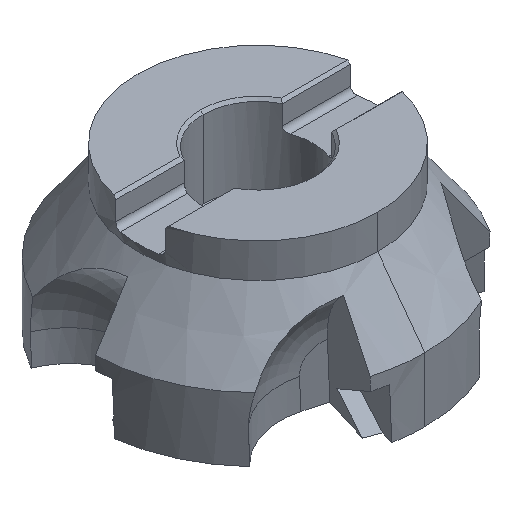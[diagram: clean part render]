
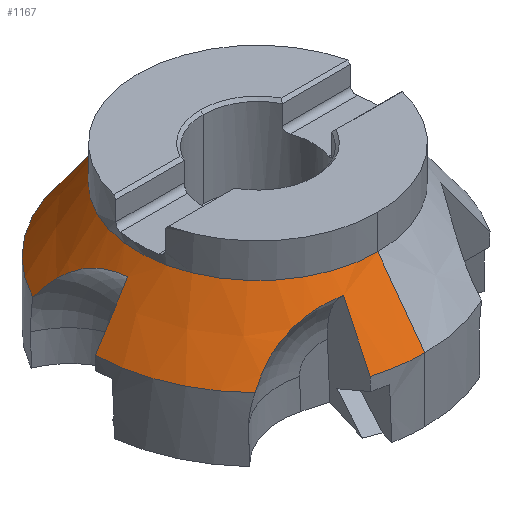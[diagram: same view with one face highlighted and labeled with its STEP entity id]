
A CAD part, isometric view. The second image highlights one B-rep face of the part: STEP entity #1167.
In plain terms, the highlighted conical face has half-angle 36.246 degrees and reference radius 41.845 mm.
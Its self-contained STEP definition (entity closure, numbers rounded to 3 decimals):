
#571=VERTEX_POINT('',#1681);
#809=EDGE_CURVE('',#1537,#1375,#1940,.T.);
#811=VERTEX_POINT('',#1942);
#821=VERTEX_POINT('',#1954);
#849=EDGE_CURVE('',#1463,#821,#1983,.T.);
#853=EDGE_CURVE('',#1235,#821,#1987,.T.);
#863=VERTEX_POINT('',#1998);
#907=EDGE_CURVE('',#811,#1299,#2047,.T.);
#1021=EDGE_CURVE('',#1269,#1399,#2172,.T.);
#1115=VERTEX_POINT('',#2268);
#1153=EDGE_CURVE('',#1115,#863,#2314,.T.);
#1157=EDGE_CURVE('',#571,#1115,#2319,.T.);
#1161=VERTEX_POINT('',#2323);
#1167=ADVANCED_FACE('',(#2330),#2331,.T.);
#1191=EDGE_CURVE('',#863,#1375,#2355,.T.);
#1233=EDGE_CURVE('',#1161,#1299,#2402,.T.);
#1235=VERTEX_POINT('',#2404);
#1251=EDGE_CURVE('',#1235,#1161,#2422,.T.);
#1269=VERTEX_POINT('',#2440);
#1287=EDGE_CURVE('',#1537,#1463,#2459,.T.);
#1299=VERTEX_POINT('',#2472);
#1307=EDGE_CURVE('',#811,#1611,#2480,.T.);
#1375=VERTEX_POINT('',#2557);
#1391=EDGE_CURVE('',#1399,#571,#2576,.T.);
#1399=VERTEX_POINT('',#2584);
#1463=VERTEX_POINT('',#2656);
#1537=VERTEX_POINT('',#2736);
#1597=EDGE_CURVE('',#1611,#1269,#2800,.T.);
#1611=VERTEX_POINT('',#2816);
#1681=CARTESIAN_POINT('',(0.0,35.0,-10.0));
#1940=CIRCLE('',#3488,48.69);
#1942=CARTESIAN_POINT('',(0.,-48.69,-28.674));
#1954=CARTESIAN_POINT('',(-48.675,-1.189,-28.674));
#1983=(B_SPLINE_CURVE(2,(#3621,#3622,#3623),.UNSPECIFIED.,.F.,.F.)B_SPLINE_CURVE_WITH_KNOTS((3,3),(0.0,22.969),.UNSPECIFIED.)RATIONAL_B_SPLINE_CURVE((1.0,1.013,1.0))BOUNDED_CURVE()REPRESENTATION_ITEM('')GEOMETRIC_REPRESENTATION_ITEM()CURVE());
#1987=CIRCLE('',#3634,48.69);
#1998=CARTESIAN_POINT('',(-12.151,36.325,-14.505));
#2047=CIRCLE('',#3780,48.69);
#2172=ELLIPSE('',#4019,43.314,36.223);
#2268=CARTESIAN_POINT('',(0.,41.352,-18.664));
#2314=B_SPLINE_CURVE_WITH_KNOTS('',3,(#4341,#4342,#4343,#4344,#4345,#4346,#4347,#4348,#4349,#4350,#4351,#4352,#4353,#4354),.UNSPECIFIED.,.F.,.F.,(4,2,2,2,2,2,4),(0.0,5.525,15.284,20.522,27.711,32.007,36.311),.UNSPECIFIED.);
#2319=LINE('',#4360,#4361);
#2323=CARTESIAN_POINT('',(-11.521,-36.529,-14.505));
#2330=FACE_OUTER_BOUND('',#4378,.T.);
#2331=CONICAL_SURFACE('',#4379,41.845,0.633);
#2355=(B_SPLINE_CURVE(2,(#4418,#4419,#4420),.UNSPECIFIED.,.F.,.F.)B_SPLINE_CURVE_WITH_KNOTS((3,3),(0.0,22.97),.UNSPECIFIED.)RATIONAL_B_SPLINE_CURVE((1.0,1.013,1.0))BOUNDED_CURVE()REPRESENTATION_ITEM('')GEOMETRIC_REPRESENTATION_ITEM()CURVE());
#2402=(B_SPLINE_CURVE(2,(#4489,#4490,#4491),.UNSPECIFIED.,.F.,.F.)B_SPLINE_CURVE_WITH_KNOTS((3,3),(0.0,22.97),.UNSPECIFIED.)RATIONAL_B_SPLINE_CURVE((1.0,1.013,1.0))BOUNDED_CURVE()REPRESENTATION_ITEM('')GEOMETRIC_REPRESENTATION_ITEM()CURVE());
#2404=CARTESIAN_POINT('',(-34.808,-34.046,-28.674));
#2422=B_SPLINE_CURVE_WITH_KNOTS('',3,(#4546,#4547,#4548,#4549,#4550,#4551,#4552,#4553,#4554,#4555,#4556,#4557),.UNSPECIFIED.,.F.,.F.,(4,2,2,2,2,4),(0.0,5.876,16.397,25.025,29.306,33.589),.UNSPECIFIED.);
#2440=CARTESIAN_POINT('',(-3.392,34.835,-10.0));
#2459=B_SPLINE_CURVE_WITH_KNOTS('',3,(#4677,#4678,#4679,#4680,#4681,#4682,#4683,#4684,#4685,#4686),.UNSPECIFIED.,.F.,.F.,(4,2,2,2,4),(0.0,6.057,16.531,22.866,29.168),.UNSPECIFIED.);
#2472=CARTESIAN_POINT('',(-13.911,-46.66,-28.674));
#2480=LINE('',#4723,#4724);
#2557=CARTESIAN_POINT('',(-16.172,45.926,-28.674));
#2576=(B_SPLINE_CURVE(2,(#4979,#4980,#4981,#4982,#4983),.UNSPECIFIED.,.F.,.F.)B_SPLINE_CURVE_WITH_KNOTS((3,2,3),(0.0,14.082,28.165),.UNSPECIFIED.)RATIONAL_B_SPLINE_CURVE((1.0,1.018,1.0,1.018,1.0))BOUNDED_CURVE()REPRESENTATION_ITEM('')GEOMETRIC_REPRESENTATION_ITEM()CURVE());
#2584=CARTESIAN_POINT('',(-4.032,35.0,-10.316));
#2656=CARTESIAN_POINT('',(-38.301,-0.331,-14.505));
#2736=CARTESIAN_POINT('',(-43.136,22.583,-28.674));
#2800=CIRCLE('',#5391,35.0);
#2816=CARTESIAN_POINT('',(0.,-35.0,-10.0));
#3488=AXIS2_PLACEMENT_3D('',#5851,#5852,#5853);
#3621=CARTESIAN_POINT('',(-35.121,-0.069,-10.165));
#3622=CARTESIAN_POINT('',(-40.804,-0.538,-17.919));
#3623=CARTESIAN_POINT('',(-48.675,-1.189,-28.674));
#3634=AXIS2_PLACEMENT_3D('',#5880,#5881,#5882);
#3780=AXIS2_PLACEMENT_3D('',#5942,#5943,#5944);
#4019=AXIS2_PLACEMENT_3D('',#6084,#6085,#6086);
#4341=CARTESIAN_POINT('',(8.148,48.004,-28.675));
#4342=CARTESIAN_POINT('',(7.562,47.028,-27.228));
#4343=CARTESIAN_POINT('',(6.79,46.11,-25.823));
#4344=CARTESIAN_POINT('',(4.206,43.721,-22.14));
#4345=CARTESIAN_POINT('',(2.061,42.38,-20.034));
#4346=CARTESIAN_POINT('',(-1.772,40.463,-17.474));
#4347=CARTESIAN_POINT('',(-3.207,39.821,-16.71));
#4348=CARTESIAN_POINT('',(-6.787,38.327,-15.27));
#4349=CARTESIAN_POINT('',(-8.972,37.492,-14.742));
#4350=CARTESIAN_POINT('',(-12.554,36.174,-14.452));
#4351=CARTESIAN_POINT('',(-13.9,35.691,-14.469));
#4352=CARTESIAN_POINT('',(-16.593,34.75,-14.75));
#4353=CARTESIAN_POINT('',(-17.927,34.296,-15.014));
#4354=CARTESIAN_POINT('',(-19.242,33.87,-15.394));
#4360=CARTESIAN_POINT('',(0.,41.845,-19.337));
#4361=VECTOR('',#6252,1.0);
#4378=EDGE_LOOP('',(#6265,#6266,#6267,#6268,#6269,#6270,#6271,#6272,#6273,#6274,#6275,#6276,#6277,#6278));
#4379=AXIS2_PLACEMENT_3D('',#6279,#6280,#6281);
#4418=CARTESIAN_POINT('',(-10.918,33.381,-10.165));
#4419=CARTESIAN_POINT('',(-13.121,38.641,-17.919));
#4420=CARTESIAN_POINT('',(-16.172,45.927,-28.675));
#4489=CARTESIAN_POINT('',(-10.788,-33.423,-10.165));
#4490=CARTESIAN_POINT('',(-12.098,-38.974,-17.919));
#4491=CARTESIAN_POINT('',(-13.911,-46.661,-28.675));
#4546=CARTESIAN_POINT('',(-34.808,-34.047,-28.675));
#4547=CARTESIAN_POINT('',(-33.693,-33.573,-27.136));
#4548=CARTESIAN_POINT('',(-32.448,-33.277,-25.645));
#4549=CARTESIAN_POINT('',(-28.663,-32.885,-21.723));
#4550=CARTESIAN_POINT('',(-25.899,-33.14,-19.501));
#4551=CARTESIAN_POINT('',(-20.403,-34.156,-16.437));
#4552=CARTESIAN_POINT('',(-17.775,-34.807,-15.432));
#4553=CARTESIAN_POINT('',(-13.69,-35.912,-14.648));
#4554=CARTESIAN_POINT('',(-12.323,-36.296,-14.508));
#4555=CARTESIAN_POINT('',(-9.58,-37.091,-14.476));
#4556=CARTESIAN_POINT('',(-8.215,-37.497,-14.584));
#4557=CARTESIAN_POINT('',(-6.869,-37.912,-14.814));
#4677=CARTESIAN_POINT('',(-43.136,22.583,-28.674));
#4678=CARTESIAN_POINT('',(-42.317,21.64,-27.087));
#4679=CARTESIAN_POINT('',(-41.634,20.508,-25.552));
#4680=CARTESIAN_POINT('',(-40.099,16.975,-21.614));
#4681=CARTESIAN_POINT('',(-39.499,14.271,-19.417));
#4682=CARTESIAN_POINT('',(-38.865,9.394,-16.749));
#4683=CARTESIAN_POINT('',(-38.7,7.444,-15.946));
#4684=CARTESIAN_POINT('',(-38.445,3.393,-14.833));
#4685=CARTESIAN_POINT('',(-38.355,1.317,-14.529));
#4686=CARTESIAN_POINT('',(-38.286,-0.781,-14.494));
#4723=CARTESIAN_POINT('',(0.,-41.845,-19.337));
#4724=VECTOR('',#6405,1.0);
#4979=CARTESIAN_POINT('',(-13.554,35.0,-13.455));
#4980=CARTESIAN_POINT('',(-6.54,35.0,-10.0));
#4981=CARTESIAN_POINT('',(0.0,35.0,-10.0));
#4982=CARTESIAN_POINT('',(6.54,35.0,-10.0));
#4983=CARTESIAN_POINT('',(13.554,35.0,-13.455));
#5391=AXIS2_PLACEMENT_3D('',#6789,#6790,#6791);
#5851=CARTESIAN_POINT('',(0.0,0.0,-28.674));
#5852=DIRECTION('',(0.0,0.0,-1.0));
#5853=DIRECTION('',(0.0,1.0,0.0));
#5880=CARTESIAN_POINT('',(0.0,0.0,-28.674));
#5881=DIRECTION('',(0.0,0.0,-1.0));
#5882=DIRECTION('',(0.0,1.0,0.0));
#5942=CARTESIAN_POINT('',(0.0,0.0,-28.674));
#5943=DIRECTION('',(0.0,0.0,-1.0));
#5944=DIRECTION('',(0.0,1.0,0.0));
#6084=CARTESIAN_POINT('',(-14.042,0.,-15.251));
#6085=DIRECTION('',(-0.442,0.,0.897));
#6086=DIRECTION('',(-0.897,0.,-0.442));
#6252=DIRECTION('',(0.,0.591,-0.806));
#6265=ORIENTED_EDGE('',*,*,#1157,.T.);
#6266=ORIENTED_EDGE('',*,*,#1153,.T.);
#6267=ORIENTED_EDGE('',*,*,#1191,.T.);
#6268=ORIENTED_EDGE('',*,*,#809,.F.);
#6269=ORIENTED_EDGE('',*,*,#1287,.T.);
#6270=ORIENTED_EDGE('',*,*,#849,.T.);
#6271=ORIENTED_EDGE('',*,*,#853,.F.);
#6272=ORIENTED_EDGE('',*,*,#1251,.T.);
#6273=ORIENTED_EDGE('',*,*,#1233,.T.);
#6274=ORIENTED_EDGE('',*,*,#907,.F.);
#6275=ORIENTED_EDGE('',*,*,#1307,.T.);
#6276=ORIENTED_EDGE('',*,*,#1597,.T.);
#6277=ORIENTED_EDGE('',*,*,#1021,.T.);
#6278=ORIENTED_EDGE('',*,*,#1391,.T.);
#6279=CARTESIAN_POINT('',(0.0,0.0,-19.337));
#6280=DIRECTION('',(0.0,-0.0,-1.0));
#6281=DIRECTION('',(0.0,1.0,0.0));
#6405=DIRECTION('',(0.,0.591,0.806));
#6789=CARTESIAN_POINT('',(0.0,0.0,-10.0));
#6790=DIRECTION('',(0.0,0.0,-1.0));
#6791=DIRECTION('',(0.0,1.0,0.0));
